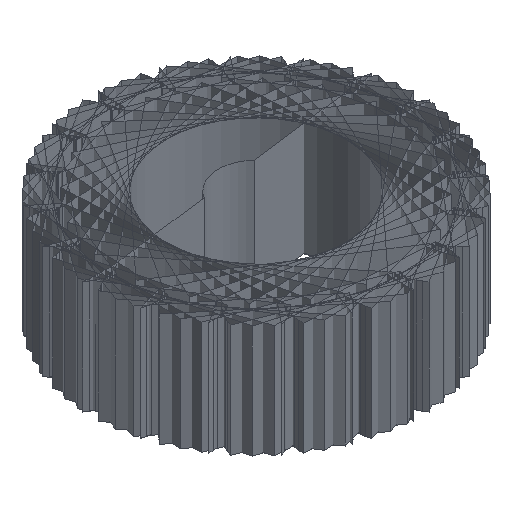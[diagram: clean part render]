
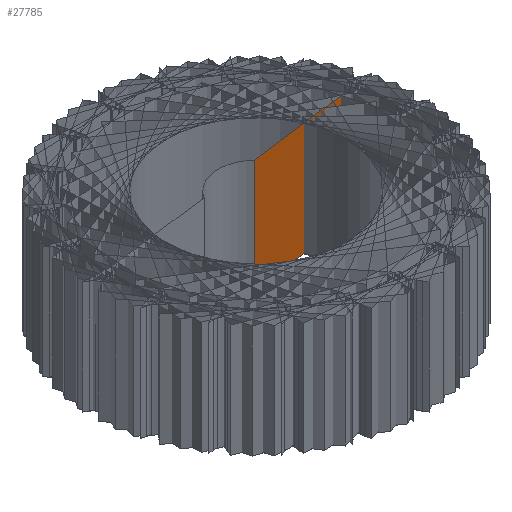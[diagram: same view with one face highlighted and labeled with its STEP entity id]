
A CAD part, isometric view. The second image highlights one B-rep face of the part: STEP entity #27785.
In plain terms, the highlighted planar face has unit normal (0.126, -0.992, 0).
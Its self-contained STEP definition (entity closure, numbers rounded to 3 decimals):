
#72 = PLANE('',#73);
#73 = AXIS2_PLACEMENT_3D('',#74,#75,#76);
#74 = CARTESIAN_POINT('',(-0.026,0.207,15.));
#75 = DIRECTION('',(-0.,-0.,-1.));
#76 = DIRECTION('',(-1.,0.,0.));
#126 = PLANE('',#127);
#127 = AXIS2_PLACEMENT_3D('',#128,#129,#130);
#128 = CARTESIAN_POINT('',(-0.026,0.207,0.));
#129 = DIRECTION('',(-0.,-0.,-1.));
#130 = DIRECTION('',(-1.,0.,0.));
#179 = CYLINDRICAL_SURFACE('',#180,5.);
#180 = AXIS2_PLACEMENT_3D('',#181,#182,#183);
#181 = CARTESIAN_POINT('',(0.,0.,-0.005));
#182 = DIRECTION('',(0.,0.,1.));
#183 = DIRECTION('',(1.,0.,0.));
#15270 = VERTEX_POINT('',#15271);
#15271 = CARTESIAN_POINT('',(17.599,5.43,0.));
#15285 = PLANE('',#15286);
#15286 = AXIS2_PLACEMENT_3D('',#15287,#15288,#15289);
#15287 = CARTESIAN_POINT('',(17.959,5.541,0.));
#15288 = DIRECTION('',(0.295,-0.956,0.));
#15289 = DIRECTION('',(-0.956,-0.295,0.));
#15297 = EDGE_CURVE('',#15270,#15298,#15300,.T.);
#15298 = VERTEX_POINT('',#15299);
#15299 = CARTESIAN_POINT('',(3.435,3.633,0.));
#15300 = SURFACE_CURVE('',#15301,(#15305,#15312),.PCURVE_S1.);
#15301 = LINE('',#15302,#15303);
#15302 = CARTESIAN_POINT('',(17.599,5.43,0.));
#15303 = VECTOR('',#15304,1.);
#15304 = DIRECTION('',(-0.992,-0.126,0.));
#15305 = PCURVE('',#126,#15306);
#15306 = DEFINITIONAL_REPRESENTATION('',(#15307),#15311);
#15307 = LINE('',#15308,#15309);
#15308 = CARTESIAN_POINT('',(-17.626,5.222));
#15309 = VECTOR('',#15310,1.);
#15310 = DIRECTION('',(0.992,-0.126));
#15311 = ( GEOMETRIC_REPRESENTATION_CONTEXT(2) 
PARAMETRIC_REPRESENTATION_CONTEXT() REPRESENTATION_CONTEXT('2D SPACE',''
  ) );
#15312 = PCURVE('',#15313,#15318);
#15313 = PLANE('',#15314);
#15314 = AXIS2_PLACEMENT_3D('',#15315,#15316,#15317);
#15315 = CARTESIAN_POINT('',(17.599,5.43,0.));
#15316 = DIRECTION('',(0.126,-0.992,0.));
#15317 = DIRECTION('',(-0.992,-0.126,0.));
#15318 = DEFINITIONAL_REPRESENTATION('',(#15319),#15323);
#15319 = LINE('',#15320,#15321);
#15320 = CARTESIAN_POINT('',(0.,0.));
#15321 = VECTOR('',#15322,1.);
#15322 = DIRECTION('',(1.,0.));
#15323 = ( GEOMETRIC_REPRESENTATION_CONTEXT(2) 
PARAMETRIC_REPRESENTATION_CONTEXT() REPRESENTATION_CONTEXT('2D SPACE',''
  ) );
#27663 = VERTEX_POINT('',#27664);
#27664 = CARTESIAN_POINT('',(17.599,5.43,15.));
#27685 = EDGE_CURVE('',#27663,#27686,#27688,.T.);
#27686 = VERTEX_POINT('',#27687);
#27687 = CARTESIAN_POINT('',(3.435,3.633,15.));
#27688 = SURFACE_CURVE('',#27689,(#27693,#27700),.PCURVE_S1.);
#27689 = LINE('',#27690,#27691);
#27690 = CARTESIAN_POINT('',(17.599,5.43,15.));
#27691 = VECTOR('',#27692,1.);
#27692 = DIRECTION('',(-0.992,-0.126,0.));
#27693 = PCURVE('',#72,#27694);
#27694 = DEFINITIONAL_REPRESENTATION('',(#27695),#27699);
#27695 = LINE('',#27696,#27697);
#27696 = CARTESIAN_POINT('',(-17.626,5.222));
#27697 = VECTOR('',#27698,1.);
#27698 = DIRECTION('',(0.992,-0.126));
#27699 = ( GEOMETRIC_REPRESENTATION_CONTEXT(2) 
PARAMETRIC_REPRESENTATION_CONTEXT() REPRESENTATION_CONTEXT('2D SPACE',''
  ) );
#27700 = PCURVE('',#15313,#27701);
#27701 = DEFINITIONAL_REPRESENTATION('',(#27702),#27706);
#27702 = LINE('',#27703,#27704);
#27703 = CARTESIAN_POINT('',(0.,-15.));
#27704 = VECTOR('',#27705,1.);
#27705 = DIRECTION('',(1.,0.));
#27706 = ( GEOMETRIC_REPRESENTATION_CONTEXT(2) 
PARAMETRIC_REPRESENTATION_CONTEXT() REPRESENTATION_CONTEXT('2D SPACE',''
  ) );
#27740 = EDGE_CURVE('',#15298,#27686,#27741,.T.);
#27741 = SURFACE_CURVE('',#27742,(#27746,#27752),.PCURVE_S1.);
#27742 = LINE('',#27743,#27744);
#27743 = CARTESIAN_POINT('',(3.435,3.633,-0.005));
#27744 = VECTOR('',#27745,1.);
#27745 = DIRECTION('',(0.,0.,1.));
#27746 = PCURVE('',#179,#27747);
#27747 = DEFINITIONAL_REPRESENTATION('',(#27748),#27751);
#27748 = B_SPLINE_CURVE_WITH_KNOTS('',1,(#27749,#27750),.UNSPECIFIED.,
  .F.,.F.,(2,2),(0.,15.01),
  .PIECEWISE_BEZIER_KNOTS.);
#27749 = CARTESIAN_POINT('',(0.813,0.));
#27750 = CARTESIAN_POINT('',(0.813,15.01));
#27751 = ( GEOMETRIC_REPRESENTATION_CONTEXT(2) 
PARAMETRIC_REPRESENTATION_CONTEXT() REPRESENTATION_CONTEXT('2D SPACE',''
  ) );
#27752 = PCURVE('',#15313,#27753);
#27753 = DEFINITIONAL_REPRESENTATION('',(#27754),#27757);
#27754 = B_SPLINE_CURVE_WITH_KNOTS('',1,(#27755,#27756),.UNSPECIFIED.,
  .F.,.F.,(2,2),(0.,15.01),
  .PIECEWISE_BEZIER_KNOTS.);
#27755 = CARTESIAN_POINT('',(14.278,0.005));
#27756 = CARTESIAN_POINT('',(14.278,-15.005));
#27757 = ( GEOMETRIC_REPRESENTATION_CONTEXT(2) 
PARAMETRIC_REPRESENTATION_CONTEXT() REPRESENTATION_CONTEXT('2D SPACE',''
  ) );
#27785 = ADVANCED_FACE('',(#27786),#15313,.T.);
#27786 = FACE_BOUND('',#27787,.T.);
#27787 = EDGE_LOOP('',(#27788,#27789,#27810,#27811));
#27788 = ORIENTED_EDGE('',*,*,#15297,.F.);
#27789 = ORIENTED_EDGE('',*,*,#27790,.T.);
#27790 = EDGE_CURVE('',#15270,#27663,#27791,.T.);
#27791 = SURFACE_CURVE('',#27792,(#27796,#27803),.PCURVE_S1.);
#27792 = LINE('',#27793,#27794);
#27793 = CARTESIAN_POINT('',(17.599,5.43,0.));
#27794 = VECTOR('',#27795,1.);
#27795 = DIRECTION('',(0.,0.,1.));
#27796 = PCURVE('',#15313,#27797);
#27797 = DEFINITIONAL_REPRESENTATION('',(#27798),#27802);
#27798 = LINE('',#27799,#27800);
#27799 = CARTESIAN_POINT('',(0.,0.));
#27800 = VECTOR('',#27801,1.);
#27801 = DIRECTION('',(0.,-1.));
#27802 = ( GEOMETRIC_REPRESENTATION_CONTEXT(2) 
PARAMETRIC_REPRESENTATION_CONTEXT() REPRESENTATION_CONTEXT('2D SPACE',''
  ) );
#27803 = PCURVE('',#15285,#27804);
#27804 = DEFINITIONAL_REPRESENTATION('',(#27805),#27809);
#27805 = LINE('',#27806,#27807);
#27806 = CARTESIAN_POINT('',(0.376,0.));
#27807 = VECTOR('',#27808,1.);
#27808 = DIRECTION('',(0.,-1.));
#27809 = ( GEOMETRIC_REPRESENTATION_CONTEXT(2) 
PARAMETRIC_REPRESENTATION_CONTEXT() REPRESENTATION_CONTEXT('2D SPACE',''
  ) );
#27810 = ORIENTED_EDGE('',*,*,#27685,.T.);
#27811 = ORIENTED_EDGE('',*,*,#27740,.F.);
